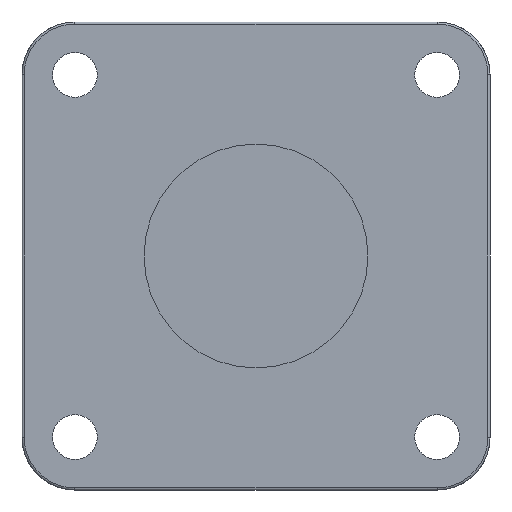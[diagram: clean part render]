
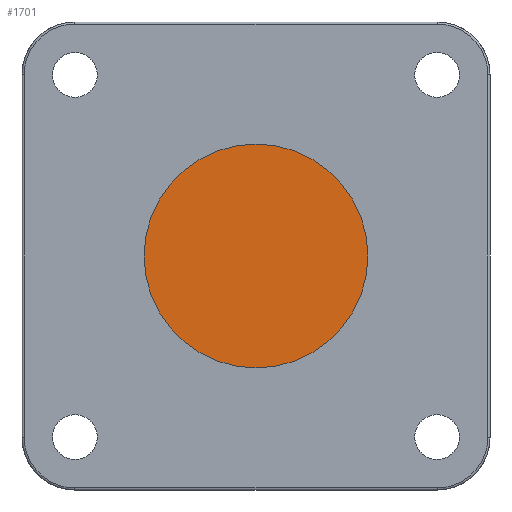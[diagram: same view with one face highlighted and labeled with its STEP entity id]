
A CAD part, front view. The second image highlights one B-rep face of the part: STEP entity #1701.
In plain terms, the highlighted planar face has unit normal (0, -1, 0).
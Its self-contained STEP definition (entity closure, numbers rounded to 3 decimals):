
#44 = DIRECTION ( 'NONE',  ( 0., 0., -1. ) ) ;
#122 = AXIS2_PLACEMENT_3D ( 'NONE', #3577, #4783, #1035 ) ;
#217 = VERTEX_POINT ( 'NONE', #2240 ) ;
#783 = AXIS2_PLACEMENT_3D ( 'NONE', #2980, #840, #3807 ) ;
#840 = DIRECTION ( 'NONE',  ( 0., -1., 0. ) ) ;
#1034 = EDGE_CURVE ( 'NONE', #217, #4884, #5411, .T. ) ;
#1035 = DIRECTION ( 'NONE',  ( 0., 0., -1. ) ) ;
#1701 = ADVANCED_FACE ( 'NONE', ( #1784 ), #1838, .T. ) ;
#1784 = FACE_OUTER_BOUND ( 'NONE', #1983, .T. ) ;
#1835 = ORIENTED_EDGE ( 'NONE', *, *, #3947, .T. ) ;
#1838 = PLANE ( 'NONE',  #122 ) ;
#1983 = EDGE_LOOP ( 'NONE', ( #4835, #1835 ) ) ;
#2240 = CARTESIAN_POINT ( 'NONE',  ( 0., 5., -27.5 ) ) ;
#2980 = CARTESIAN_POINT ( 'NONE',  ( 0., 5., 0. ) ) ;
#3276 = AXIS2_PLACEMENT_3D ( 'NONE', #4688, #3882, #44 ) ;
#3577 = CARTESIAN_POINT ( 'NONE',  ( 0., 5., 0. ) ) ;
#3807 = DIRECTION ( 'NONE',  ( 0., 0., -1. ) ) ;
#3882 = DIRECTION ( 'NONE',  ( 0., -1., 0. ) ) ;
#3947 = EDGE_CURVE ( 'NONE', #4884, #217, #4091, .T. ) ;
#4091 = CIRCLE ( 'NONE', #783, 27.5 ) ;
#4669 = CARTESIAN_POINT ( 'NONE',  ( 0., 5., 27.5 ) ) ;
#4688 = CARTESIAN_POINT ( 'NONE',  ( 0., 5., 0. ) ) ;
#4783 = DIRECTION ( 'NONE',  ( 0., -1., 0. ) ) ;
#4835 = ORIENTED_EDGE ( 'NONE', *, *, #1034, .T. ) ;
#4884 = VERTEX_POINT ( 'NONE', #4669 ) ;
#5411 = CIRCLE ( 'NONE', #3276, 27.5 ) ;
